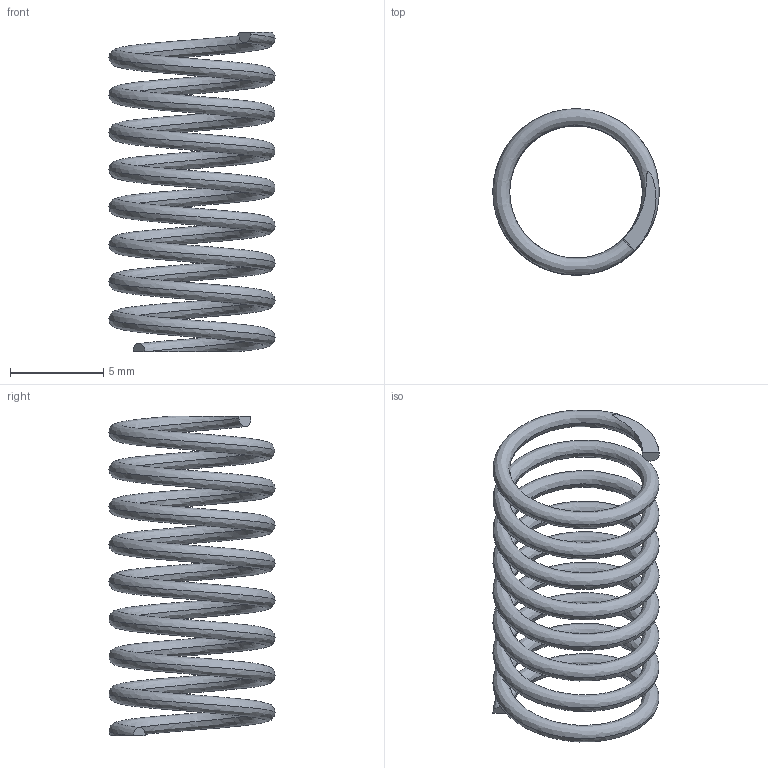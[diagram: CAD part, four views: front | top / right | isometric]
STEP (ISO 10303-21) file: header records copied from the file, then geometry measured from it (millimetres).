
FILE_DESCRIPTION (( 'STEP AP214' ), '1' );
FILE_NAME ('Extrusion Spring.step', '2018-06-21T12:58:02', ( 'User' ), ( 'china' ), 'SwSTEP 2.0', 'SolidWorks 2016', '' );
FILE_SCHEMA (( 'AUTOMOTIVE_DESIGN' ));
Length unit declared in the file: millimetre
Products named in the file (1): Extrusion Spring
Bounding box: 8.9 x 8.9 x 17.11 mm (x, y, z)
Volume: 133.7 mm3; surface area: 604.9 mm2
Topology: 1 solids, 1 shells, 6 faces, 10 edges, 6 vertices
Faces by surface type: plane 4, bspline 2
Entity records: 2972 total; most frequent: CARTESIAN_POINT 2837, ORIENTED_EDGE 20, DIRECTION 20, EDGE_CURVE 10, AXIS2_PLACEMENT_3D 9, ADVANCED_FACE 6, FACE_OUTER_BOUND 6, VERTEX_POINT 6
